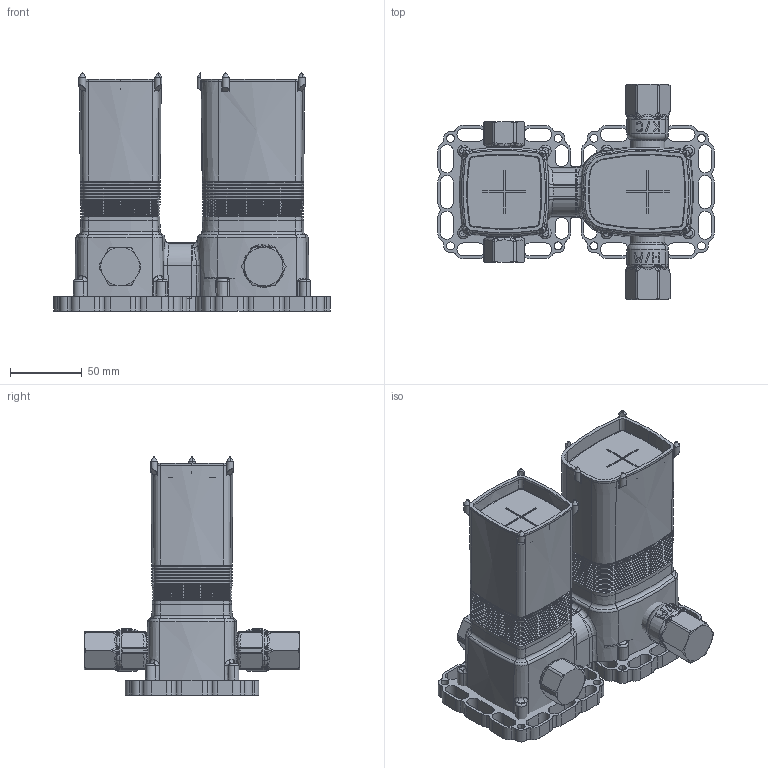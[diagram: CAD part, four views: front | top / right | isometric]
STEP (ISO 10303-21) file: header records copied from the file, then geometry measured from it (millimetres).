
FILE_DESCRIPTION (( 'STEP AP203' ), '1' );
FILE_NAME ('44030100.STEP', '2019-01-07T11:14:35', ( '' ), ( '' ), 'SwSTEP 2.0', 'SolidWorks 2016', '' );
FILE_SCHEMA (( 'CONFIG_CONTROL_DESIGN' ));
Length unit declared in the file: millimetre
Products named in the file (1): 44030100
Bounding box: 193 x 150 x 166 mm (x, y, z)
Volume: 752025.1 mm3; surface area: 229807.6 mm2
Topology: 12 solids, 12 shells, 2395 faces, 5857 edges, 3487 vertices
Faces by surface type: cone 964, torus 534, plane 375, cylinder 296, bspline 210, sphere 16
Entity records: 89803 total; most frequent: CARTESIAN_POINT 34171, DIRECTION 11994, ORIENTED_EDGE 11680, EDGE_CURVE 5840, AXIS2_PLACEMENT_3D 5001, VERTEX_POINT 3487, CIRCLE 2815, EDGE_LOOP 2477
